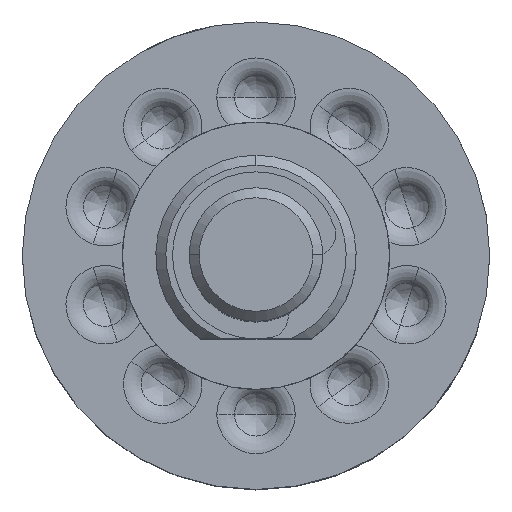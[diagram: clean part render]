
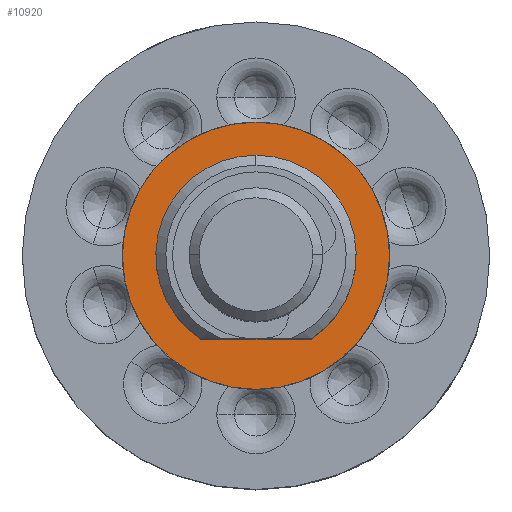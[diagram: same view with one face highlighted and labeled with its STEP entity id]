
A CAD part, top view. The second image highlights one B-rep face of the part: STEP entity #10920.
In plain terms, the highlighted planar face has unit normal (0, 0, 1).
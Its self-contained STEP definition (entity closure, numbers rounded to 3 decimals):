
#613 = VERTEX_POINT ( 'NONE', #7442 ) ;
#986 = DIRECTION ( 'NONE',  ( 0., 0., 1. ) ) ;
#1089 = DIRECTION ( 'NONE',  ( -1., 0., 0. ) ) ;
#1859 = DIRECTION ( 'NONE',  ( 0., -1., 0. ) ) ;
#2087 = ORIENTED_EDGE ( 'NONE', *, *, #10510, .T. ) ;
#2332 = CARTESIAN_POINT ( 'NONE',  ( 0., -2.5, 0. ) ) ;
#2394 = CIRCLE ( 'NONE', #14867, 4. ) ;
#3055 = DIRECTION ( 'NONE',  ( 0., 0., 1. ) ) ;
#3477 = CARTESIAN_POINT ( 'NONE',  ( 0., 0., 0. ) ) ;
#3565 = EDGE_LOOP ( 'NONE', ( #8762, #2087 ) ) ;
#3870 = VERTEX_POINT ( 'NONE', #3977 ) ;
#3977 = CARTESIAN_POINT ( 'NONE',  ( -1.658, -2.5, 0. ) ) ;
#4971 = AXIS2_PLACEMENT_3D ( 'NONE', #12202, #10821, #12154 ) ;
#5538 = ORIENTED_EDGE ( 'NONE', *, *, #14779, .F. ) ;
#5633 = PLANE ( 'NONE',  #11620 ) ;
#5644 = EDGE_LOOP ( 'NONE', ( #13860, #10874, #5538 ) ) ;
#6650 = DIRECTION ( 'NONE',  ( 0., -1., 0. ) ) ;
#6851 = CIRCLE ( 'NONE', #4971, 3. ) ;
#7442 = CARTESIAN_POINT ( 'NONE',  ( 0., 3., 0. ) ) ;
#7454 = EDGE_CURVE ( 'NONE', #11316, #613, #9662, .T. ) ;
#8551 = DIRECTION ( 'NONE',  ( 0., -1., 0. ) ) ;
#8762 = ORIENTED_EDGE ( 'NONE', *, *, #14223, .T. ) ;
#8907 = VERTEX_POINT ( 'NONE', #15627 ) ;
#9662 = CIRCLE ( 'NONE', #15151, 3. ) ;
#10314 = CARTESIAN_POINT ( 'NONE',  ( 1.658, -2.5, 0. ) ) ;
#10393 = CARTESIAN_POINT ( 'NONE',  ( 0., 0., 0. ) ) ;
#10510 = EDGE_CURVE ( 'NONE', #8907, #13740, #2394, .T. ) ;
#10615 = DIRECTION ( 'NONE',  ( 0., 0., 1. ) ) ;
#10821 = DIRECTION ( 'NONE',  ( 0., 0., 1. ) ) ;
#10874 = ORIENTED_EDGE ( 'NONE', *, *, #12727, .T. ) ;
#10920 = ADVANCED_FACE ( 'NONE', ( #14414, #14794 ), #5633, .T. ) ;
#11316 = VERTEX_POINT ( 'NONE', #10314 ) ;
#11620 = AXIS2_PLACEMENT_3D ( 'NONE', #10393, #3055, #6650 ) ;
#11622 = DIRECTION ( 'NONE',  ( 0., -1., 0. ) ) ;
#11636 = CARTESIAN_POINT ( 'NONE',  ( 0., 4., 0. ) ) ;
#11645 = CARTESIAN_POINT ( 'NONE',  ( 0., 0., 0. ) ) ;
#12154 = DIRECTION ( 'NONE',  ( 0., -1., 0. ) ) ;
#12202 = CARTESIAN_POINT ( 'NONE',  ( 0., 0., 0. ) ) ;
#12591 = CIRCLE ( 'NONE', #15097, 4. ) ;
#12727 = EDGE_CURVE ( 'NONE', #11316, #3870, #15019, .T. ) ;
#12856 = VECTOR ( 'NONE', #1089, 1000. ) ;
#12908 = DIRECTION ( 'NONE',  ( 0., 0., 1. ) ) ;
#12941 = CARTESIAN_POINT ( 'NONE',  ( 0., 0., 0. ) ) ;
#13740 = VERTEX_POINT ( 'NONE', #11636 ) ;
#13860 = ORIENTED_EDGE ( 'NONE', *, *, #7454, .F. ) ;
#14223 = EDGE_CURVE ( 'NONE', #13740, #8907, #12591, .T. ) ;
#14414 = FACE_BOUND ( 'NONE', #5644, .T. ) ;
#14779 = EDGE_CURVE ( 'NONE', #613, #3870, #6851, .T. ) ;
#14794 = FACE_OUTER_BOUND ( 'NONE', #3565, .T. ) ;
#14867 = AXIS2_PLACEMENT_3D ( 'NONE', #3477, #986, #8551 ) ;
#15019 = LINE ( 'NONE', #2332, #12856 ) ;
#15097 = AXIS2_PLACEMENT_3D ( 'NONE', #12941, #10615, #11622 ) ;
#15151 = AXIS2_PLACEMENT_3D ( 'NONE', #11645, #12908, #1859 ) ;
#15627 = CARTESIAN_POINT ( 'NONE',  ( 0., -4., 0. ) ) ;
